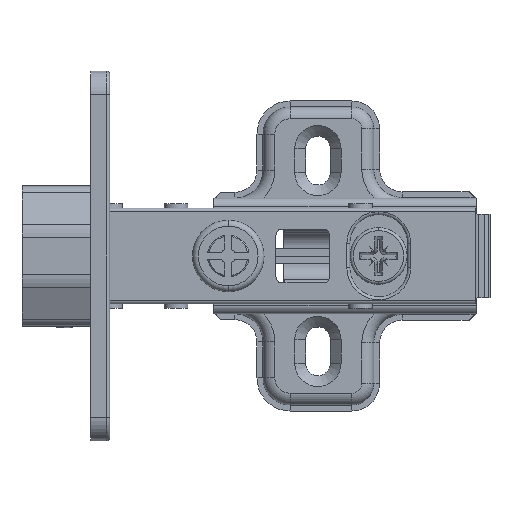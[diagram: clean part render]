
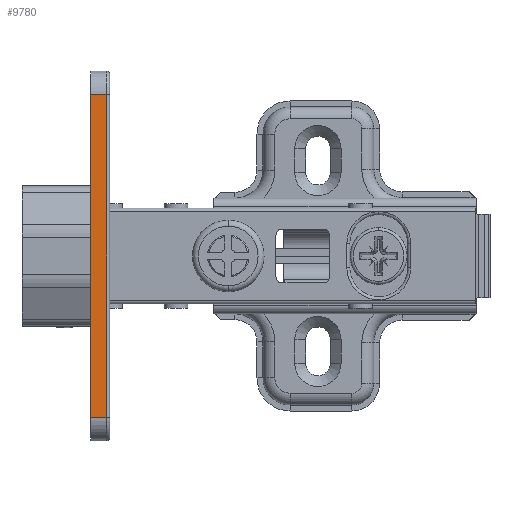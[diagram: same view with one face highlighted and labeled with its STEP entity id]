
A CAD part, front view. The second image highlights one B-rep face of the part: STEP entity #9780.
In plain terms, the highlighted face is planar.
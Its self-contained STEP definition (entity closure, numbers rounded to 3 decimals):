
#103 = CARTESIAN_POINT ( 'NONE',  ( -27., 20.2, 11.5 ) ) ;
#128 = ORIENTED_EDGE ( 'NONE', *, *, #20438, .T. ) ;
#579 = VERTEX_POINT ( 'NONE', #19151 ) ;
#3926 = VECTOR ( 'NONE', #9474, 1000. ) ;
#5055 = CARTESIAN_POINT ( 'NONE',  ( -27., 20.2, 14.7 ) ) ;
#5130 = CARTESIAN_POINT ( 'NONE',  ( -27., 20.2, 14.2 ) ) ;
#5643 = ORIENTED_EDGE ( 'NONE', *, *, #10220, .T. ) ;
#5691 = ORIENTED_EDGE ( 'NONE', *, *, #13078, .T. ) ;
#5753 = DIRECTION ( 'NONE',  ( 0., 0., -1. ) ) ;
#7575 = FACE_OUTER_BOUND ( 'NONE', #15465, .T. ) ;
#7715 = DIRECTION ( 'NONE',  ( 1., 0., 0. ) ) ;
#7897 = PLANE ( 'NONE',  #19825 ) ;
#8094 = VERTEX_POINT ( 'NONE', #5130 ) ;
#8167 = VERTEX_POINT ( 'NONE', #103 ) ;
#8685 = DIRECTION ( 'NONE',  ( 0., 0., 1. ) ) ;
#8931 = ORIENTED_EDGE ( 'NONE', *, *, #19092, .T. ) ;
#9474 = DIRECTION ( 'NONE',  ( -1., 0., 0. ) ) ;
#9483 = CARTESIAN_POINT ( 'NONE',  ( 27., 20.2, 14.7 ) ) ;
#9780 = ADVANCED_FACE ( 'NONE', ( #7575 ), #7897, .F. ) ;
#10220 = EDGE_CURVE ( 'NONE', #15175, #579, #19907, .T. ) ;
#11155 = LINE ( 'NONE', #12426, #3926 ) ;
#12426 = CARTESIAN_POINT ( 'NONE',  ( 31., 20.2, 11.5 ) ) ;
#13078 = EDGE_CURVE ( 'NONE', #8094, #15175, #21550, .T. ) ;
#13115 = VECTOR ( 'NONE', #8685, 1000. ) ;
#14497 = CARTESIAN_POINT ( 'NONE',  ( -31., 20.2, 14.7 ) ) ;
#14728 = CARTESIAN_POINT ( 'NONE',  ( -31., 20.2, 14.2 ) ) ;
#15175 = VERTEX_POINT ( 'NONE', #15449 ) ;
#15449 = CARTESIAN_POINT ( 'NONE',  ( 27., 20.2, 14.2 ) ) ;
#15465 = EDGE_LOOP ( 'NONE', ( #8931, #5691, #5643, #128 ) ) ;
#18002 = DIRECTION ( 'NONE',  ( 0., -1., 0. ) ) ;
#19092 = EDGE_CURVE ( 'NONE', #8167, #8094, #19244, .T. ) ;
#19151 = CARTESIAN_POINT ( 'NONE',  ( 27., 20.2, 11.5 ) ) ;
#19244 = LINE ( 'NONE', #5055, #13115 ) ;
#19825 = AXIS2_PLACEMENT_3D ( 'NONE', #14497, #18002, #5753 ) ;
#19907 = LINE ( 'NONE', #9483, #21429 ) ;
#20438 = EDGE_CURVE ( 'NONE', #579, #8167, #11155, .T. ) ;
#21429 = VECTOR ( 'NONE', #21608, 1000. ) ;
#21550 = LINE ( 'NONE', #14728, #21677 ) ;
#21608 = DIRECTION ( 'NONE',  ( 0., 0., -1. ) ) ;
#21677 = VECTOR ( 'NONE', #7715, 1000. ) ;
